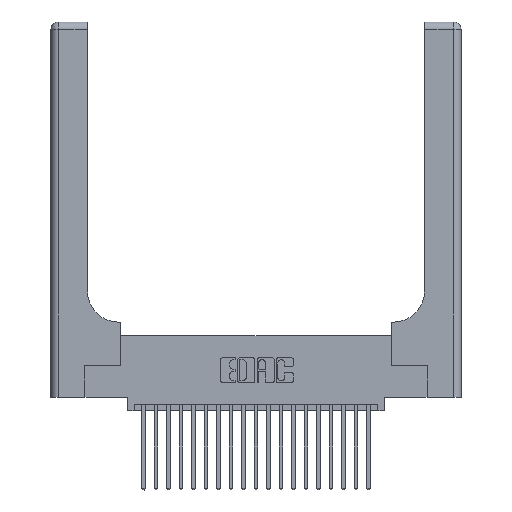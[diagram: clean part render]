
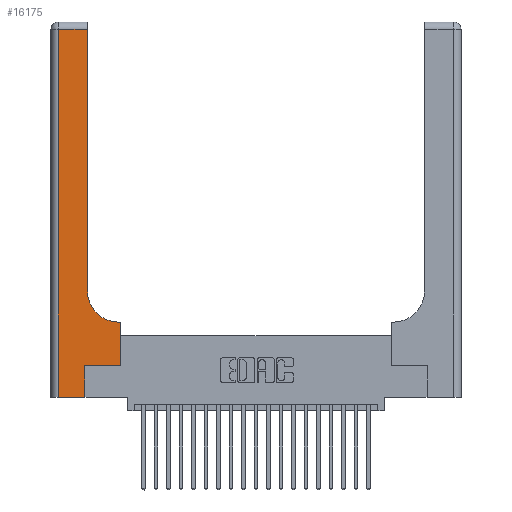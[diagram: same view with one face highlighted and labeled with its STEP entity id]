
A CAD part, top view. The second image highlights one B-rep face of the part: STEP entity #16175.
In plain terms, the highlighted planar face has unit normal (0, 0, 1).
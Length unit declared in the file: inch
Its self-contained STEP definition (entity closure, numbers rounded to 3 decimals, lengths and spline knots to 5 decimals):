
#134 = CARTESIAN_POINT ( 'NONE',  ( 0.269, 0., 0.37 ) ) ;
#432 = DIRECTION ( 'NONE',  ( 0., 0., -1. ) ) ;
#469 = VERTEX_POINT ( 'NONE', #17401 ) ;
#1249 = VERTEX_POINT ( 'NONE', #13767 ) ;
#1780 = FACE_OUTER_BOUND ( 'NONE', #12086, .T. ) ;
#2283 = ORIENTED_EDGE ( 'NONE', *, *, #17624, .T. ) ;
#2948 = VECTOR ( 'NONE', #19527, 39.37008 ) ;
#3028 = CARTESIAN_POINT ( 'NONE',  ( 0.269, 0., 0.37 ) ) ;
#3438 = CARTESIAN_POINT ( 'NONE',  ( 0.2915, 2.94, 0.37 ) ) ;
#3712 = ORIENTED_EDGE ( 'NONE', *, *, #7332, .T. ) ;
#4155 = CARTESIAN_POINT ( 'NONE',  ( 0., 3., 0.37 ) ) ;
#4213 = CARTESIAN_POINT ( 'NONE',  ( 0., 2.94, 0.37 ) ) ;
#4315 = CARTESIAN_POINT ( 'NONE',  ( 0.06, 3., 0.37 ) ) ;
#4938 = CARTESIAN_POINT ( 'NONE',  ( 0.2915, 0.6, 0.37 ) ) ;
#5034 = CARTESIAN_POINT ( 'NONE',  ( 0.2915, 3., 0.37 ) ) ;
#5297 = EDGE_CURVE ( 'NONE', #14771, #17375, #15499, .T. ) ;
#5550 = LINE ( 'NONE', #20776, #14544 ) ;
#5621 = VERTEX_POINT ( 'NONE', #6485 ) ;
#5643 = DIRECTION ( 'NONE',  ( 0., 1., 0. ) ) ;
#5890 = CARTESIAN_POINT ( 'NONE',  ( 0.5585, 0.25, 0.37 ) ) ;
#5963 = DIRECTION ( 'NONE',  ( -1., 0., 0. ) ) ;
#6444 = CARTESIAN_POINT ( 'NONE',  ( 0., 0., 0.37 ) ) ;
#6485 = CARTESIAN_POINT ( 'NONE',  ( 0.5585, 0.6, 0.37 ) ) ;
#6540 = ORIENTED_EDGE ( 'NONE', *, *, #14460, .T. ) ;
#6757 = CIRCLE ( 'NONE', #9317, 0.25 ) ;
#6868 = LINE ( 'NONE', #4938, #14200 ) ;
#7332 = EDGE_CURVE ( 'NONE', #12542, #14771, #22097, .T. ) ;
#7917 = CARTESIAN_POINT ( 'NONE',  ( 0.5585, 0.25, 0.37 ) ) ;
#7930 = LINE ( 'NONE', #4315, #18958 ) ;
#7989 = VECTOR ( 'NONE', #18489, 39.37008 ) ;
#9037 = ORIENTED_EDGE ( 'NONE', *, *, #14673, .T. ) ;
#9317 = AXIS2_PLACEMENT_3D ( 'NONE', #9540, #432, #16868 ) ;
#9540 = CARTESIAN_POINT ( 'NONE',  ( 0.5415, 0.85, 0.37 ) ) ;
#9575 = PLANE ( 'NONE',  #13534 ) ;
#9738 = DIRECTION ( 'NONE',  ( 1., 0., 0. ) ) ;
#11080 = VECTOR ( 'NONE', #18893, 39.37008 ) ;
#11275 = DIRECTION ( 'NONE',  ( -1., 0., 0. ) ) ;
#11787 = ORIENTED_EDGE ( 'NONE', *, *, #14990, .T. ) ;
#12086 = EDGE_LOOP ( 'NONE', ( #21304, #11787, #12201, #3712, #21599, #19989, #6540, #9037, #2283 ) ) ;
#12093 = EDGE_CURVE ( 'NONE', #17375, #16368, #5550, .T. ) ;
#12130 = VECTOR ( 'NONE', #5643, 39.37008 ) ;
#12201 = ORIENTED_EDGE ( 'NONE', *, *, #22598, .T. ) ;
#12269 = DIRECTION ( 'NONE',  ( -1., 0., 0. ) ) ;
#12542 = VERTEX_POINT ( 'NONE', #22247 ) ;
#12955 = CARTESIAN_POINT ( 'NONE',  ( 0.2915, 0.85, 0.37 ) ) ;
#13534 = AXIS2_PLACEMENT_3D ( 'NONE', #4155, #16756, #5963 ) ;
#13767 = CARTESIAN_POINT ( 'NONE',  ( 0.06, 2.94, 0.37 ) ) ;
#13996 = EDGE_CURVE ( 'NONE', #23339, #14832, #19867, .T. ) ;
#14200 = VECTOR ( 'NONE', #12269, 39.37008 ) ;
#14460 = EDGE_CURVE ( 'NONE', #16368, #5621, #15028, .T. ) ;
#14523 = CARTESIAN_POINT ( 'NONE',  ( 0.269, 0.25, 0.37 ) ) ;
#14544 = VECTOR ( 'NONE', #9738, 39.37008 ) ;
#14673 = EDGE_CURVE ( 'NONE', #5621, #469, #6868, .T. ) ;
#14771 = VERTEX_POINT ( 'NONE', #3028 ) ;
#14832 = VERTEX_POINT ( 'NONE', #3438 ) ;
#14990 = EDGE_CURVE ( 'NONE', #14832, #1249, #15288, .T. ) ;
#15028 = LINE ( 'NONE', #5890, #7989 ) ;
#15161 = DIRECTION ( 'NONE',  ( 0., -1., 0. ) ) ;
#15288 = LINE ( 'NONE', #4213, #17016 ) ;
#15499 = LINE ( 'NONE', #134, #12130 ) ;
#16175 = ADVANCED_FACE ( 'NONE', ( #1780 ), #9575, .F. ) ;
#16368 = VERTEX_POINT ( 'NONE', #7917 ) ;
#16756 = DIRECTION ( 'NONE',  ( 0., 0., -1. ) ) ;
#16868 = DIRECTION ( 'NONE',  ( 1., 0., 0. ) ) ;
#17016 = VECTOR ( 'NONE', #11275, 39.37008 ) ;
#17375 = VERTEX_POINT ( 'NONE', #14523 ) ;
#17401 = CARTESIAN_POINT ( 'NONE',  ( 0.5415, 0.6, 0.37 ) ) ;
#17624 = EDGE_CURVE ( 'NONE', #469, #23339, #6757, .T. ) ;
#18489 = DIRECTION ( 'NONE',  ( 0., 1., 0. ) ) ;
#18893 = DIRECTION ( 'NONE',  ( 1., 0., 0. ) ) ;
#18958 = VECTOR ( 'NONE', #15161, 39.37008 ) ;
#19527 = DIRECTION ( 'NONE',  ( 0., 1., 0. ) ) ;
#19867 = LINE ( 'NONE', #5034, #2948 ) ;
#19989 = ORIENTED_EDGE ( 'NONE', *, *, #12093, .T. ) ;
#20776 = CARTESIAN_POINT ( 'NONE',  ( 0.269, 0.25, 0.37 ) ) ;
#21304 = ORIENTED_EDGE ( 'NONE', *, *, #13996, .T. ) ;
#21599 = ORIENTED_EDGE ( 'NONE', *, *, #5297, .T. ) ;
#22097 = LINE ( 'NONE', #6444, #11080 ) ;
#22247 = CARTESIAN_POINT ( 'NONE',  ( 0.06, 0., 0.37 ) ) ;
#22598 = EDGE_CURVE ( 'NONE', #1249, #12542, #7930, .T. ) ;
#23339 = VERTEX_POINT ( 'NONE', #12955 ) ;
